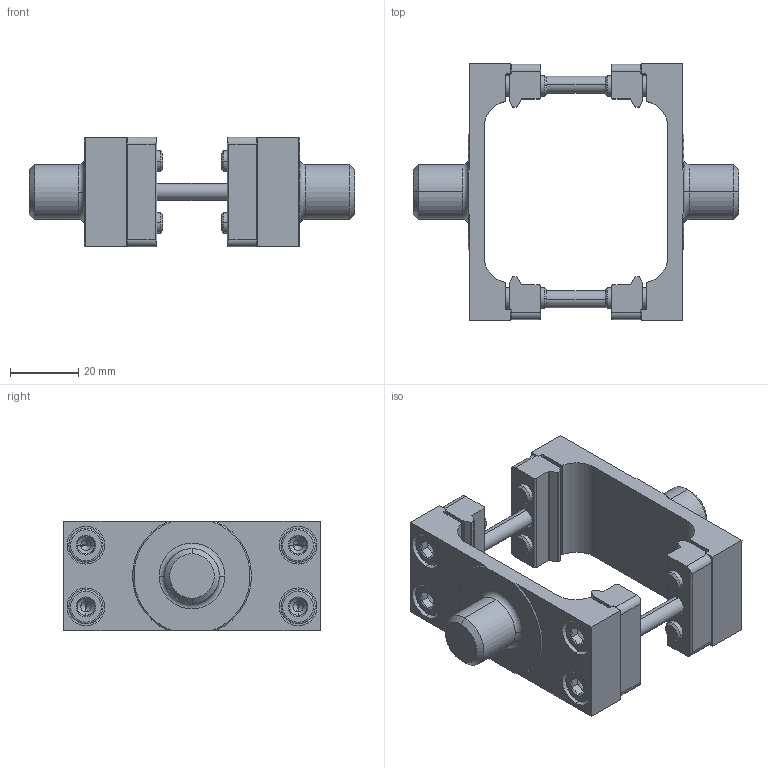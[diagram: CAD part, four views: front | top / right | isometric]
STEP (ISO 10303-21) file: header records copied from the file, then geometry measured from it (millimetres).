
FILE_DESCRIPTION (( 'STEP AP214' ), '1' );
FILE_NAME ('RD000014.STEP', '2016-09-08T14:53:40', ( '' ), ( '' ), 'SwSTEP 2.0', 'SolidWorks 2016', '' );
FILE_SCHEMA (( 'AUTOMOTIVE_DESIGN' ));
Length unit declared in the file: millimetre
Products named in the file (1): RD000014
Bounding box: 95 x 75 x 32 mm (x, y, z)
Volume: 50906 mm3; surface area: 31667.6 mm2
Topology: 16 solids, 16 shells, 560 faces, 1398 edges, 864 vertices
Faces by surface type: plane 218, cylinder 160, cone 146, torus 36
Entity records: 18369 total; most frequent: CARTESIAN_POINT 4573, DIRECTION 3024, ORIENTED_EDGE 2748, EDGE_CURVE 1374, AXIS2_PLACEMENT_3D 1201, VERTEX_POINT 864, CIRCLE 640, LINE 622
